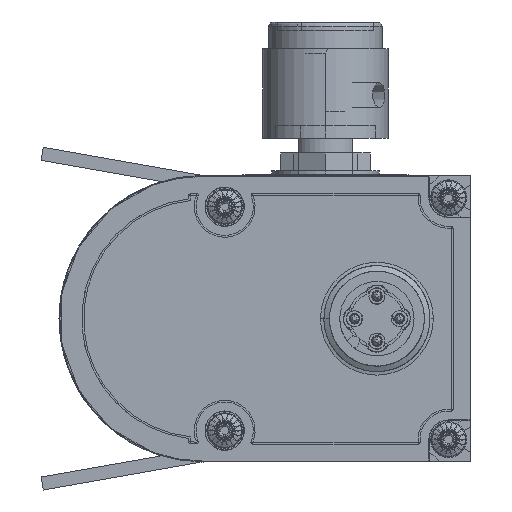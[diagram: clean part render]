
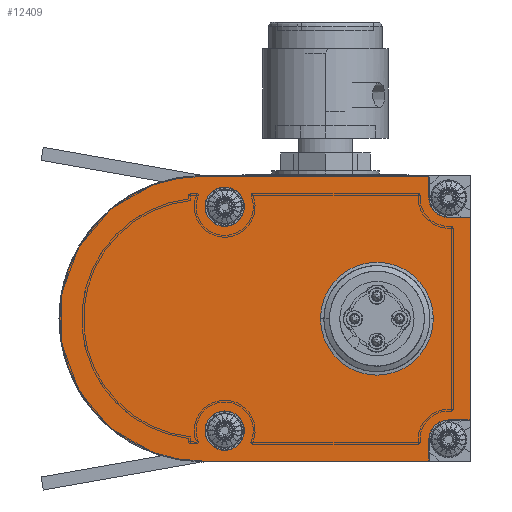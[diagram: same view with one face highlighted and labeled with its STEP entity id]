
A CAD part, left-side view. The second image highlights one B-rep face of the part: STEP entity #12409.
In plain terms, the highlighted face is planar.
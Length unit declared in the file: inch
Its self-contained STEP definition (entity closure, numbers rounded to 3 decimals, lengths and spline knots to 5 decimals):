
#8436=CARTESIAN_POINT('',(12.5,-2.5,0.));
#8437=DIRECTION('',(0.,0.,1.));
#8438=DIRECTION('',(1.,0.,0.));
#8439=AXIS2_PLACEMENT_3D('',#8436,#8437,#8438);
#8441=CARTESIAN_POINT('',(12.5,-2.5,0.));
#8442=DIRECTION('',(0.,0.,1.));
#8443=DIRECTION('',(-1.,0.,0.));
#8444=AXIS2_PLACEMENT_3D('',#8441,#8442,#8443);
#8446=CARTESIAN_POINT('',(-12.5,-2.5,0.));
#8447=DIRECTION('',(0.,0.,1.));
#8448=DIRECTION('',(1.,0.,0.));
#8449=AXIS2_PLACEMENT_3D('',#8446,#8447,#8448);
#8451=CARTESIAN_POINT('',(-12.5,-2.5,0.));
#8452=DIRECTION('',(0.,0.,1.));
#8453=DIRECTION('',(-1.,0.,0.));
#8454=AXIS2_PLACEMENT_3D('',#8451,#8452,#8453);
#8456=CARTESIAN_POINT('',(0.,-19.5,0.));
#8457=DIRECTION('',(0.,0.,1.));
#8458=DIRECTION('',(0.,1.,0.));
#8459=AXIS2_PLACEMENT_3D('',#8456,#8457,#8458);
#8461=CARTESIAN_POINT('',(0.,-19.5,0.));
#8462=DIRECTION('',(0.,0.,1.));
#8463=DIRECTION('',(0.,-1.,0.));
#8464=AXIS2_PLACEMENT_3D('',#8461,#8462,#8463);
#8466=CARTESIAN_POINT('',(0.,0.,0.));
#8467=DIRECTION('',(0.,0.,1.));
#8468=DIRECTION('',(1.,0.,0.));
#8469=AXIS2_PLACEMENT_3D('',#8466,#8467,#8468);
#8471=DIRECTION('',(0.,1.,0.));
#8472=VECTOR('',#8471,25.3);
#8473=CARTESIAN_POINT('',(15.89527,-25.3,0.));
#8474=LINE('',#8473,#8472);
#8475=DIRECTION('',(-1.,0.,0.));
#8476=VECTOR('',#8475,2.39527);
#8477=CARTESIAN_POINT('',(15.89527,-25.3,0.));
#8478=LINE('',#8477,#8476);
#8479=CARTESIAN_POINT('',(13.5,-27.5,0.));
#8480=DIRECTION('',(0.,0.,1.));
#8481=DIRECTION('',(0.,1.,0.));
#8482=AXIS2_PLACEMENT_3D('',#8479,#8480,#8481);
#8484=DIRECTION('',(0.,1.,0.));
#8485=VECTOR('',#8484,2.39527);
#8486=CARTESIAN_POINT('',(11.3,-29.89527,0.));
#8487=LINE('',#8486,#8485);
#8488=DIRECTION('',(1.,0.,0.));
#8489=VECTOR('',#8488,22.6);
#8490=CARTESIAN_POINT('',(-11.3,-29.89527,0.));
#8491=LINE('',#8490,#8489);
#8492=DIRECTION('',(0.,1.,0.));
#8493=VECTOR('',#8492,2.39527);
#8494=CARTESIAN_POINT('',(-11.3,-29.89527,0.));
#8495=LINE('',#8494,#8493);
#8496=CARTESIAN_POINT('',(-13.5,-27.5,0.));
#8497=DIRECTION('',(0.,0.,1.));
#8498=DIRECTION('',(1.,0.,0.));
#8499=AXIS2_PLACEMENT_3D('',#8496,#8497,#8498);
#8501=DIRECTION('',(1.,0.,0.));
#8502=VECTOR('',#8501,2.39527);
#8503=CARTESIAN_POINT('',(-15.89527,-25.3,0.));
#8504=LINE('',#8503,#8502);
#8505=DIRECTION('',(0.,1.,0.));
#8506=VECTOR('',#8505,25.3);
#8507=CARTESIAN_POINT('',(-15.89527,-25.3,0.));
#8508=LINE('',#8507,#8506);
#11928=CARTESIAN_POINT('',(15.89527,0.,0.));
#11930=VERTEX_POINT('',#11928);
#11932=CARTESIAN_POINT('',(-15.89527,0.,0.));
#11934=VERTEX_POINT('',#11932);
#11943=CARTESIAN_POINT('',(14.7,-2.5,0.));
#11944=CARTESIAN_POINT('',(10.3,-2.5,0.));
#11945=VERTEX_POINT('',#11943);
#11946=VERTEX_POINT('',#11944);
#11947=CARTESIAN_POINT('',(-10.3,-2.5,0.));
#11948=CARTESIAN_POINT('',(-14.7,-2.5,0.));
#11949=VERTEX_POINT('',#11947);
#11950=VERTEX_POINT('',#11948);
#12124=CARTESIAN_POINT('',(0.,-13.2,0.));
#12125=CARTESIAN_POINT('',(0.,-25.8,0.));
#12126=VERTEX_POINT('',#12124);
#12127=VERTEX_POINT('',#12125);
#12308=CARTESIAN_POINT('',(13.5,-25.3,0.));
#12309=CARTESIAN_POINT('',(11.3,-27.5,0.));
#12310=VERTEX_POINT('',#12308);
#12311=VERTEX_POINT('',#12309);
#12312=CARTESIAN_POINT('',(-11.3,-27.5,0.));
#12313=CARTESIAN_POINT('',(-13.5,-25.3,0.));
#12314=VERTEX_POINT('',#12312);
#12315=VERTEX_POINT('',#12313);
#12316=CARTESIAN_POINT('',(15.89527,-25.3,0.));
#12317=VERTEX_POINT('',#12316);
#12318=CARTESIAN_POINT('',(11.3,-29.89527,0.));
#12319=VERTEX_POINT('',#12318);
#12320=CARTESIAN_POINT('',(-11.3,-29.89527,0.));
#12321=VERTEX_POINT('',#12320);
#12322=CARTESIAN_POINT('',(-15.89527,-25.3,0.));
#12323=VERTEX_POINT('',#12322);
#12364=CARTESIAN_POINT('',(0.,0.,0.));
#12365=DIRECTION('',(0.,0.,1.));
#12366=DIRECTION('',(1.,0.,0.));
#12367=AXIS2_PLACEMENT_3D('',#12364,#12365,#12366);
#12368=PLANE('',#12367);
#12370=ORIENTED_EDGE('',*,*,#12369,.F.);
#12372=ORIENTED_EDGE('',*,*,#12371,.F.);
#12374=ORIENTED_EDGE('',*,*,#12373,.T.);
#12376=ORIENTED_EDGE('',*,*,#12375,.T.);
#12378=ORIENTED_EDGE('',*,*,#12377,.F.);
#12380=ORIENTED_EDGE('',*,*,#12379,.F.);
#12382=ORIENTED_EDGE('',*,*,#12381,.T.);
#12384=ORIENTED_EDGE('',*,*,#12383,.T.);
#12386=ORIENTED_EDGE('',*,*,#12385,.F.);
#12388=ORIENTED_EDGE('',*,*,#12387,.T.);
#12389=EDGE_LOOP('',(#12370,#12372,#12374,#12376,#12378,#12380,#12382,#12384,
#12386,#12388));
#12390=FACE_OUTER_BOUND('',#12389,.F.);
#12392=ORIENTED_EDGE('',*,*,#12391,.T.);
#12394=ORIENTED_EDGE('',*,*,#12393,.T.);
#12395=EDGE_LOOP('',(#12392,#12394));
#12396=FACE_BOUND('',#12395,.F.);
#12398=ORIENTED_EDGE('',*,*,#12397,.T.);
#12400=ORIENTED_EDGE('',*,*,#12399,.T.);
#12401=EDGE_LOOP('',(#12398,#12400));
#12402=FACE_BOUND('',#12401,.F.);
#12404=ORIENTED_EDGE('',*,*,#12403,.T.);
#12406=ORIENTED_EDGE('',*,*,#12405,.T.);
#12407=EDGE_LOOP('',(#12404,#12406));
#12408=FACE_BOUND('',#12407,.F.);
#12409=ADVANCED_FACE('',(#12390,#12396,#12402,#12408),#12368,.T.);
#8440=CIRCLE('',#8439,2.2);
#8445=CIRCLE('',#8444,2.2);
#8450=CIRCLE('',#8449,2.2);
#8455=CIRCLE('',#8454,2.2);
#8460=CIRCLE('',#8459,6.3);
#8465=CIRCLE('',#8464,6.3);
#8470=CIRCLE('',#8469,15.89527);
#8483=CIRCLE('',#8482,2.2);
#8500=CIRCLE('',#8499,2.2);
#12369=EDGE_CURVE('',#11930,#11934,#8470,.T.);
#12371=EDGE_CURVE('',#12317,#11930,#8474,.T.);
#12373=EDGE_CURVE('',#12317,#12310,#8478,.T.);
#12375=EDGE_CURVE('',#12310,#12311,#8483,.T.);
#12377=EDGE_CURVE('',#12319,#12311,#8487,.T.);
#12379=EDGE_CURVE('',#12321,#12319,#8491,.T.);
#12381=EDGE_CURVE('',#12321,#12314,#8495,.T.);
#12383=EDGE_CURVE('',#12314,#12315,#8500,.T.);
#12385=EDGE_CURVE('',#12323,#12315,#8504,.T.);
#12387=EDGE_CURVE('',#12323,#11934,#8508,.T.);
#12391=EDGE_CURVE('',#11949,#11950,#8450,.T.);
#12393=EDGE_CURVE('',#11950,#11949,#8455,.T.);
#12397=EDGE_CURVE('',#12126,#12127,#8460,.T.);
#12399=EDGE_CURVE('',#12127,#12126,#8465,.T.);
#12403=EDGE_CURVE('',#11945,#11946,#8440,.T.);
#12405=EDGE_CURVE('',#11946,#11945,#8445,.T.);
